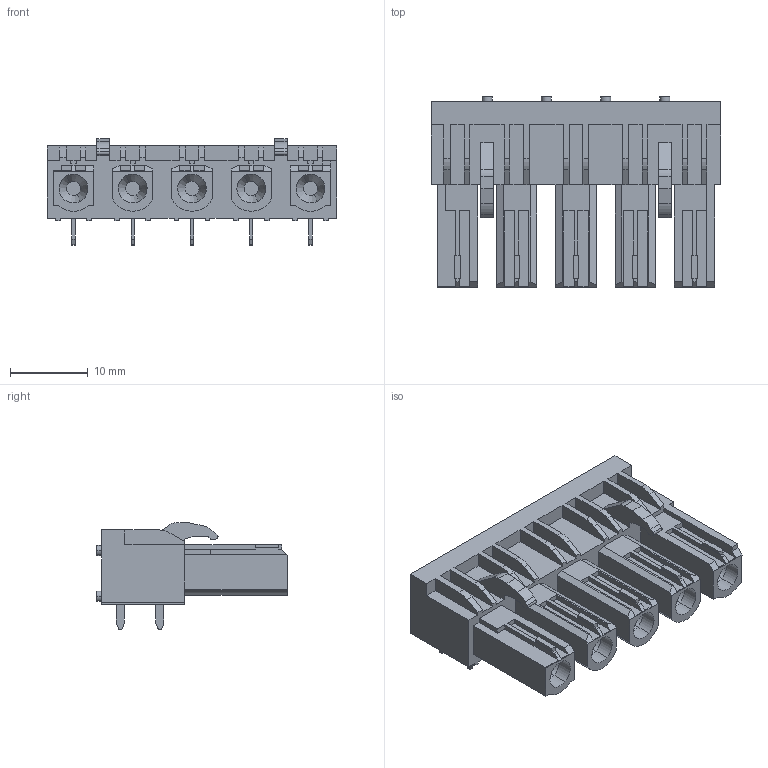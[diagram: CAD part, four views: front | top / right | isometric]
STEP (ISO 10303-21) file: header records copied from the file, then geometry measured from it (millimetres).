
FILE_DESCRIPTION(('CATIA V5 STEP Exchange','CAx-IF Rec.Pracs.--- Model Styling and Organization---1.2---2011-12-15'),'2;1');
FILE_NAME ('D1447582_0_1043260000_1043260000.stp','2018-09-17T17:31:28+00:00',('none'),('Weidmueller'),'CATIA Version 5-6 Release 2014','CATIA V5 STEP AP214','none');
FILE_SCHEMA(('AUTOMOTIVE_DESIGN { 1 0 10303 214 1 1 1 1 }'));
Length unit declared in the file: millimetre
Products named in the file (1): 1043260000
Bounding box: 37.28 x 24.54 x 13.74 mm (x, y, z)
Volume: 4951.3 mm3; surface area: 3847.3 mm2
Topology: 11 solids, 11 shells, 408 faces, 1107 edges, 738 vertices
Faces by surface type: plane 327, cylinder 71, cone 10
Entity records: 11705 total; most frequent: ORIENTED_EDGE 2214, CARTESIAN_POINT 2077, DIRECTION 1569, EDGE_CURVE 1107, VECTOR 955, LINE 955, VERTEX_POINT 738, EDGE_LOOP 425
